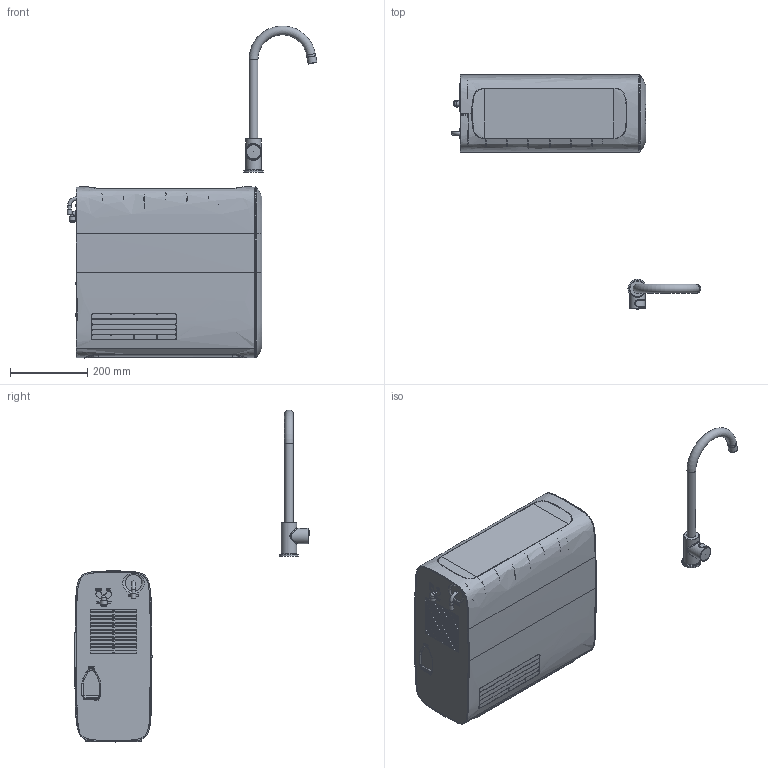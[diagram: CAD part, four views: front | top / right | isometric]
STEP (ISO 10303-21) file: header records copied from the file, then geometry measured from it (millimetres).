
FILE_DESCRIPTION(/* description */ ('Unknown'),/* implementation_level */ '2;1');
FILE_NAME(/* name */ '31498000',/* time_stamp */ '2022-09-10T06:40:36+02:00',/* author */ ('Unknown'),/* organization */ ('GROHE AG'),/* preprocessor_version */ 'ST-DEVELOPER v16.7',/* originating_system */ 'DEX',/* authorisation */ $);
FILE_SCHEMA (('AUTOMOTIVE_DESIGN {1 0 10303 214 3 1 1}'));
Products named in the file (14): 31498000; id11; 149816251; 220113221; 220113480_1; 220113482_1; 220113483; 220113484; 220113485; 220113486_1; 40.2100.13300 for customer; A1921_MENTOR_ALLCATPART_14072015; Document; GROHE_ANSCHLUSS
Assembly tree (13 placements, depth 2):
  31498000
    id11
    149816251
    220113221
    220113480_1
    220113482_1
    220113483
    220113484
    220113485
    220113486_1
    40.2100.13300 for customer
    A1921_MENTOR_ALLCATPART_14072015
    Document
    GROHE_ANSCHLUSS
Bounding box: 647.12 x 607.35 x 860.6 mm (x, y, z)
Surface area: 944918.2 mm2 (no closed solid volume)
Topology: 0 solids, 47 shells, 464 faces, 2915 edges, 2487 vertices
Faces by surface type: plane 251, bspline 132, cylinder 48, torus 16, cone 14, sphere 3
Full cylindrical faces by diameter (mm): 8 x1, 9 x2, 12 x2, 12.7 x2, 16 x1, 16.8 x1, 17.7 x1, 23 x2, 23.15 x1, 40 x2, 49.5 x1
Entity records: 49558 total; most frequent: CARTESIAN_POINT 29559, ORIENTED_EDGE 3777, DIRECTION 2992, EDGE_CURVE 2869, VERTEX_POINT 2475, LINE 1256, VECTOR 1256, B_SPLINE_CURVE_WITH_KNOTS 1091
